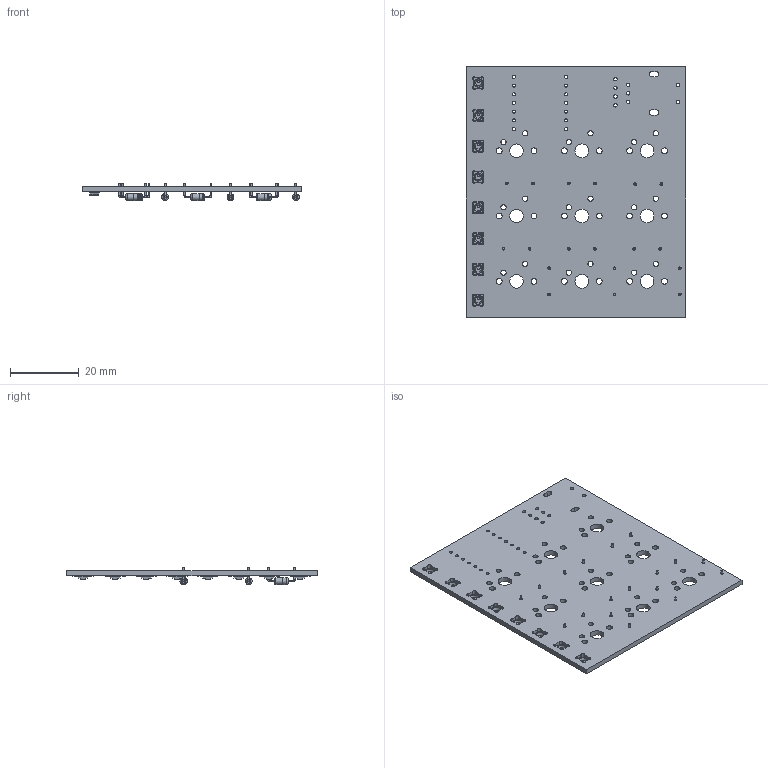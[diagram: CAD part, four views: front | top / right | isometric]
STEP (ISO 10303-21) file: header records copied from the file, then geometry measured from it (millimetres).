
FILE_DESCRIPTION(('KiCad electronic assembly'),'2;1');
FILE_NAME('Macropad.step','2025-12-02T16:05:27',('Pcbnew'),('Kicad'), 'Open CASCADE STEP processor 7.9','KiCad to STEP converter','Unknown' );
FILE_SCHEMA(('AUTOMOTIVE_DESIGN { 1 0 10303 214 1 1 1 1 }'));
Length unit declared in the file: millimetre
Products named in the file (4): Macropad 1; LED_SK6812MINI-E; D_DO-35_SOD27_P7.62mm_Horizontal; Macropad_PCB
Assembly tree (18 placements, depth 2):
  Macropad 1
    LED_SK6812MINI-E  x8
    D_DO-35_SOD27_P7.62mm_Horizontal  x9
    Macropad_PCB
Bounding box: 64 x 73 x 5.01 mm (x, y, z)
Volume: 6826.6 mm3; surface area: 10816.8 mm2
Topology: 59 solids, 59 shells, 1300 faces, 2926 edges, 1786 vertices
Faces by surface type: cylinder 560, plane 520, sphere 104, torus 68, bspline 32, cone 16
Full cylindrical faces by diameter (mm): 0.5 x27, 0.8 x18, 0.889 x14, 1 x9, 1.524 x18, 1.702 x18, 2 x18, 2.02 x9, 3.988 x9
Entity records: 12171 total; most frequent: DIRECTION 2188, CARTESIAN_POINT 2048, ORIENTED_EDGE 1912, EDGE_CURVE 956, AXIS2_PLACEMENT_3D 857, VERTEX_POINT 617, FACE_BOUND 557, EDGE_LOOP 557
